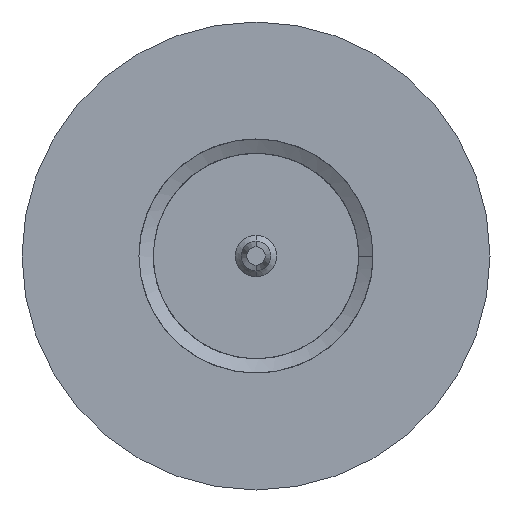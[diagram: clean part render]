
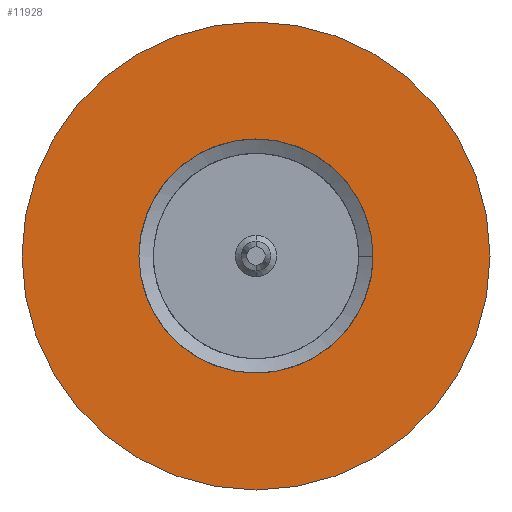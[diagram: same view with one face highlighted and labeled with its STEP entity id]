
A CAD part, front view. The second image highlights one B-rep face of the part: STEP entity #11928.
In plain terms, the highlighted planar face has unit normal (0, -1, 0).
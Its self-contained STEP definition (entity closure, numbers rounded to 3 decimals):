
#112 = CARTESIAN_POINT ( 'NONE',  ( -6.25, 0., 0. ) ) ;
#268 = EDGE_CURVE ( 'NONE', #562, #12111, #4171, .T. ) ;
#327 = DIRECTION ( 'NONE',  ( 0., 1., 0. ) ) ;
#562 = VERTEX_POINT ( 'NONE', #9301 ) ;
#645 = CARTESIAN_POINT ( 'NONE',  ( 0., 0., 0. ) ) ;
#1330 = DIRECTION ( 'NONE',  ( 1., 0., 0. ) ) ;
#2639 = DIRECTION ( 'NONE',  ( 0., 1., 0. ) ) ;
#2806 = CIRCLE ( 'NONE', #6917, 12.5 ) ;
#3294 = ORIENTED_EDGE ( 'NONE', *, *, #7340, .T. ) ;
#3363 = DIRECTION ( 'NONE',  ( 0., 1., 0. ) ) ;
#3370 = DIRECTION ( 'NONE',  ( 0., 1., 0. ) ) ;
#3589 = CIRCLE ( 'NONE', #7304, 6.25 ) ;
#4121 = ORIENTED_EDGE ( 'NONE', *, *, #11601, .T. ) ;
#4159 = EDGE_CURVE ( 'NONE', #12111, #562, #2806, .T. ) ;
#4171 = CIRCLE ( 'NONE', #10156, 12.5 ) ;
#4322 = FACE_BOUND ( 'NONE', #7043, .T. ) ;
#5256 = ORIENTED_EDGE ( 'NONE', *, *, #268, .F. ) ;
#5488 = AXIS2_PLACEMENT_3D ( 'NONE', #10889, #327, #1330 ) ;
#6917 = AXIS2_PLACEMENT_3D ( 'NONE', #7180, #3363, #7135 ) ;
#7043 = EDGE_LOOP ( 'NONE', ( #4121, #3294 ) ) ;
#7135 = DIRECTION ( 'NONE',  ( 1., 0., 0. ) ) ;
#7180 = CARTESIAN_POINT ( 'NONE',  ( 0., 0., 0. ) ) ;
#7251 = CARTESIAN_POINT ( 'NONE',  ( 6.25, 0., 0. ) ) ;
#7304 = AXIS2_PLACEMENT_3D ( 'NONE', #645, #2639, #7378 ) ;
#7340 = EDGE_CURVE ( 'NONE', #9239, #12067, #10114, .T. ) ;
#7378 = DIRECTION ( 'NONE',  ( 1., 0., 0. ) ) ;
#7829 = ORIENTED_EDGE ( 'NONE', *, *, #4159, .F. ) ;
#8036 = CARTESIAN_POINT ( 'NONE',  ( 0., 0., 0. ) ) ;
#8268 = PLANE ( 'NONE',  #8995 ) ;
#8529 = DIRECTION ( 'NONE',  ( 0., -1., 0. ) ) ;
#8995 = AXIS2_PLACEMENT_3D ( 'NONE', #10537, #8529, #9581 ) ;
#9239 = VERTEX_POINT ( 'NONE', #112 ) ;
#9301 = CARTESIAN_POINT ( 'NONE',  ( 12.5, 0., 0. ) ) ;
#9581 = DIRECTION ( 'NONE',  ( 1., 0., 0. ) ) ;
#10022 = DIRECTION ( 'NONE',  ( 1., 0., 0. ) ) ;
#10114 = CIRCLE ( 'NONE', #5488, 6.25 ) ;
#10156 = AXIS2_PLACEMENT_3D ( 'NONE', #8036, #3370, #10022 ) ;
#10525 = FACE_OUTER_BOUND ( 'NONE', #10606, .T. ) ;
#10537 = CARTESIAN_POINT ( 'NONE',  ( 6.25, 0., 0. ) ) ;
#10606 = EDGE_LOOP ( 'NONE', ( #5256, #7829 ) ) ;
#10889 = CARTESIAN_POINT ( 'NONE',  ( 0., 0., 0. ) ) ;
#11127 = CARTESIAN_POINT ( 'NONE',  ( -12.5, 0., 0. ) ) ;
#11601 = EDGE_CURVE ( 'NONE', #12067, #9239, #3589, .T. ) ;
#11928 = ADVANCED_FACE ( 'NONE', ( #4322, #10525 ), #8268, .T. ) ;
#12067 = VERTEX_POINT ( 'NONE', #7251 ) ;
#12111 = VERTEX_POINT ( 'NONE', #11127 ) ;
